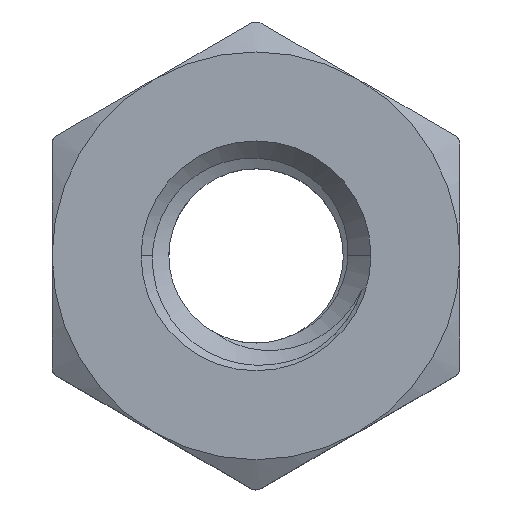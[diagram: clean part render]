
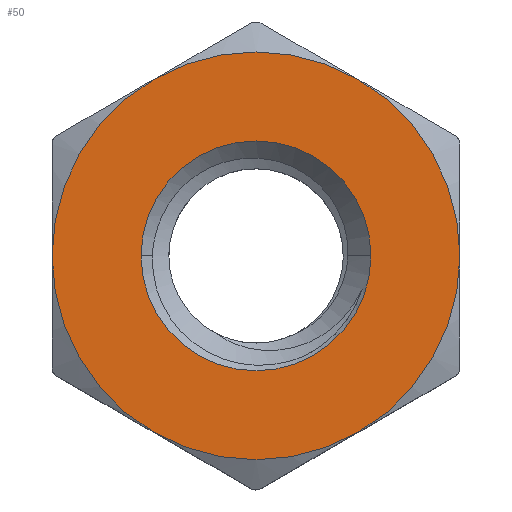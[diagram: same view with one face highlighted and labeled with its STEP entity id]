
A CAD part, top view. The second image highlights one B-rep face of the part: STEP entity #50.
In plain terms, the highlighted planar face has unit normal (0, 0, 1).
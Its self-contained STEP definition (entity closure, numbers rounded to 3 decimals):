
#50 = ADVANCED_FACE ( 'NONE', ( #2041, #786 ), #2289, .T. ) ;
#69 = EDGE_CURVE ( 'NONE', #261, #1565, #1306, .T. ) ;
#79 = CARTESIAN_POINT ( 'NONE',  ( 0., 0., 1.2 ) ) ;
#80 = AXIS2_PLACEMENT_3D ( 'NONE', #2198, #1679, #1498 ) ;
#109 = AXIS2_PLACEMENT_3D ( 'NONE', #1569, #476, #1399 ) ;
#182 = EDGE_CURVE ( 'NONE', #380, #1624, #1132, .T. ) ;
#198 = VERTEX_POINT ( 'NONE', #2334 ) ;
#259 = EDGE_LOOP ( 'NONE', ( #1964, #642, #2181, #875, #816, #1626 ) ) ;
#261 = VERTEX_POINT ( 'NONE', #1177 ) ;
#331 = DIRECTION ( 'NONE',  ( 1., 0., 0. ) ) ;
#380 = VERTEX_POINT ( 'NONE', #837 ) ;
#391 = CIRCLE ( 'NONE', #1458, 1.55 ) ;
#392 = CARTESIAN_POINT ( 'NONE',  ( 0., 0., 1.2 ) ) ;
#416 = EDGE_CURVE ( 'NONE', #1624, #1450, #428, .T. ) ;
#428 = CIRCLE ( 'NONE', #109, 2.75 ) ;
#468 = CARTESIAN_POINT ( 'NONE',  ( -1.55, 0., 1.2 ) ) ;
#476 = DIRECTION ( 'NONE',  ( 0., 0., 1. ) ) ;
#481 = AXIS2_PLACEMENT_3D ( 'NONE', #856, #1038, #2140 ) ;
#487 = CARTESIAN_POINT ( 'NONE',  ( 0., 0., 1.2 ) ) ;
#509 = DIRECTION ( 'NONE',  ( 0., 0., 1. ) ) ;
#521 = AXIS2_PLACEMENT_3D ( 'NONE', #392, #2227, #1140 ) ;
#524 = EDGE_LOOP ( 'NONE', ( #668, #1188 ) ) ;
#535 = AXIS2_PLACEMENT_3D ( 'NONE', #2162, #688, #2141 ) ;
#559 = AXIS2_PLACEMENT_3D ( 'NONE', #487, #1079, #1959 ) ;
#599 = CARTESIAN_POINT ( 'NONE',  ( -1.375, 2.382, 1.2 ) ) ;
#636 = DIRECTION ( 'NONE',  ( 1., 0., 0. ) ) ;
#642 = ORIENTED_EDGE ( 'NONE', *, *, #182, .T. ) ;
#668 = ORIENTED_EDGE ( 'NONE', *, *, #69, .F. ) ;
#688 = DIRECTION ( 'NONE',  ( 0., 0., 1. ) ) ;
#753 = CIRCLE ( 'NONE', #521, 2.75 ) ;
#786 = FACE_OUTER_BOUND ( 'NONE', #259, .T. ) ;
#816 = ORIENTED_EDGE ( 'NONE', *, *, #2223, .T. ) ;
#824 = CARTESIAN_POINT ( 'NONE',  ( 1.375, 2.382, 1.2 ) ) ;
#837 = CARTESIAN_POINT ( 'NONE',  ( 2.75, 0., 1.2 ) ) ;
#856 = CARTESIAN_POINT ( 'NONE',  ( 0., 0., 1.2 ) ) ;
#875 = ORIENTED_EDGE ( 'NONE', *, *, #1404, .T. ) ;
#964 = VERTEX_POINT ( 'NONE', #1446 ) ;
#1011 = CIRCLE ( 'NONE', #535, 2.75 ) ;
#1014 = CIRCLE ( 'NONE', #80, 2.75 ) ;
#1025 = DIRECTION ( 'NONE',  ( 0., 0., 1. ) ) ;
#1038 = DIRECTION ( 'NONE',  ( 0., 0., 1. ) ) ;
#1079 = DIRECTION ( 'NONE',  ( 0., 0., 1. ) ) ;
#1132 = CIRCLE ( 'NONE', #559, 2.75 ) ;
#1140 = DIRECTION ( 'NONE',  ( 1., 0., 0. ) ) ;
#1177 = CARTESIAN_POINT ( 'NONE',  ( 1.55, 0., 1.2 ) ) ;
#1188 = ORIENTED_EDGE ( 'NONE', *, *, #2326, .F. ) ;
#1306 = CIRCLE ( 'NONE', #481, 1.55 ) ;
#1399 = DIRECTION ( 'NONE',  ( 1., 0., 0. ) ) ;
#1403 = CARTESIAN_POINT ( 'NONE',  ( 0., 0., 1.2 ) ) ;
#1404 = EDGE_CURVE ( 'NONE', #1450, #198, #753, .T. ) ;
#1446 = CARTESIAN_POINT ( 'NONE',  ( -1.375, -2.382, 1.2 ) ) ;
#1450 = VERTEX_POINT ( 'NONE', #599 ) ;
#1458 = AXIS2_PLACEMENT_3D ( 'NONE', #1611, #509, #331 ) ;
#1498 = DIRECTION ( 'NONE',  ( 1., 0., 0. ) ) ;
#1565 = VERTEX_POINT ( 'NONE', #468 ) ;
#1569 = CARTESIAN_POINT ( 'NONE',  ( 0., 0., 1.2 ) ) ;
#1590 = CARTESIAN_POINT ( 'NONE',  ( 1.375, -2.382, 1.2 ) ) ;
#1611 = CARTESIAN_POINT ( 'NONE',  ( 0., 0., 1.2 ) ) ;
#1624 = VERTEX_POINT ( 'NONE', #824 ) ;
#1626 = ORIENTED_EDGE ( 'NONE', *, *, #2387, .T. ) ;
#1647 = AXIS2_PLACEMENT_3D ( 'NONE', #79, #1025, #1919 ) ;
#1679 = DIRECTION ( 'NONE',  ( 0., 0., 1. ) ) ;
#1763 = VERTEX_POINT ( 'NONE', #1590 ) ;
#1919 = DIRECTION ( 'NONE',  ( 1., 0., 0. ) ) ;
#1959 = DIRECTION ( 'NONE',  ( 1., 0., 0. ) ) ;
#1964 = ORIENTED_EDGE ( 'NONE', *, *, #2085, .T. ) ;
#2041 = FACE_BOUND ( 'NONE', #524, .T. ) ;
#2085 = EDGE_CURVE ( 'NONE', #1763, #380, #1014, .T. ) ;
#2140 = DIRECTION ( 'NONE',  ( 1., 0., 0. ) ) ;
#2141 = DIRECTION ( 'NONE',  ( 1., 0., 0. ) ) ;
#2162 = CARTESIAN_POINT ( 'NONE',  ( 0., 0., 1.2 ) ) ;
#2181 = ORIENTED_EDGE ( 'NONE', *, *, #416, .T. ) ;
#2198 = CARTESIAN_POINT ( 'NONE',  ( 0., 0., 1.2 ) ) ;
#2199 = CIRCLE ( 'NONE', #1647, 2.75 ) ;
#2223 = EDGE_CURVE ( 'NONE', #198, #964, #2199, .T. ) ;
#2227 = DIRECTION ( 'NONE',  ( 0., 0., 1. ) ) ;
#2243 = AXIS2_PLACEMENT_3D ( 'NONE', #1403, #2276, #636 ) ;
#2276 = DIRECTION ( 'NONE',  ( 0., 0., 1. ) ) ;
#2289 = PLANE ( 'NONE',  #2243 ) ;
#2326 = EDGE_CURVE ( 'NONE', #1565, #261, #391, .T. ) ;
#2334 = CARTESIAN_POINT ( 'NONE',  ( -2.75, 0., 1.2 ) ) ;
#2387 = EDGE_CURVE ( 'NONE', #964, #1763, #1011, .T. ) ;
